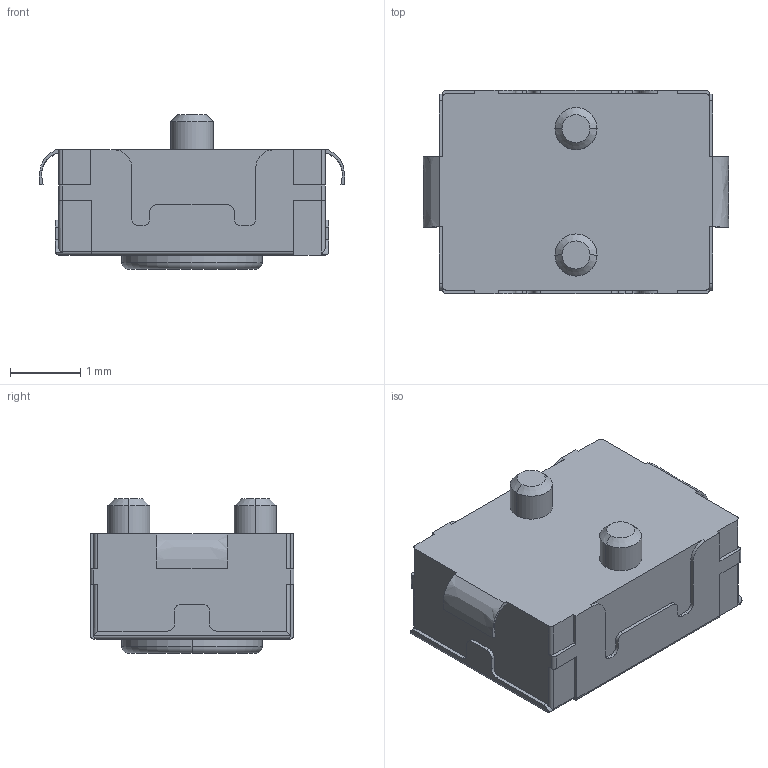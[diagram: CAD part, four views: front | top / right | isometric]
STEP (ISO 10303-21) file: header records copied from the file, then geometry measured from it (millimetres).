
FILE_DESCRIPTION (( 'STEP AP214' ), '1' );
FILE_NAME ('User Library-pts820_15_pb.STEP', '2021-06-01T05:03:05', ( '' ), ( '' ), 'SwSTEP 2.0', 'SolidWorks 2021', '' );
FILE_SCHEMA (( 'AUTOMOTIVE_DESIGN' ));
Length unit declared in the file: millimetre
Products named in the file (1): User Library-pts820_15_pb
Bounding box: 4.35 x 2.9 x 2.2 mm (x, y, z)
Volume: 17.2 mm3; surface area: 47.7 mm2
Topology: 1 solids, 1 shells, 135 faces, 383 edges, 250 vertices
Faces by surface type: plane 69, cylinder 53, cone 4, bspline 4, sphere 3, torus 2
Entity records: 5922 total; most frequent: CARTESIAN_POINT 1095, ORIENTED_EDGE 760, DIRECTION 732, EDGE_CURVE 380, VERTEX_POINT 250, LINE 248, VECTOR 248, AXIS2_PLACEMENT_3D 242
